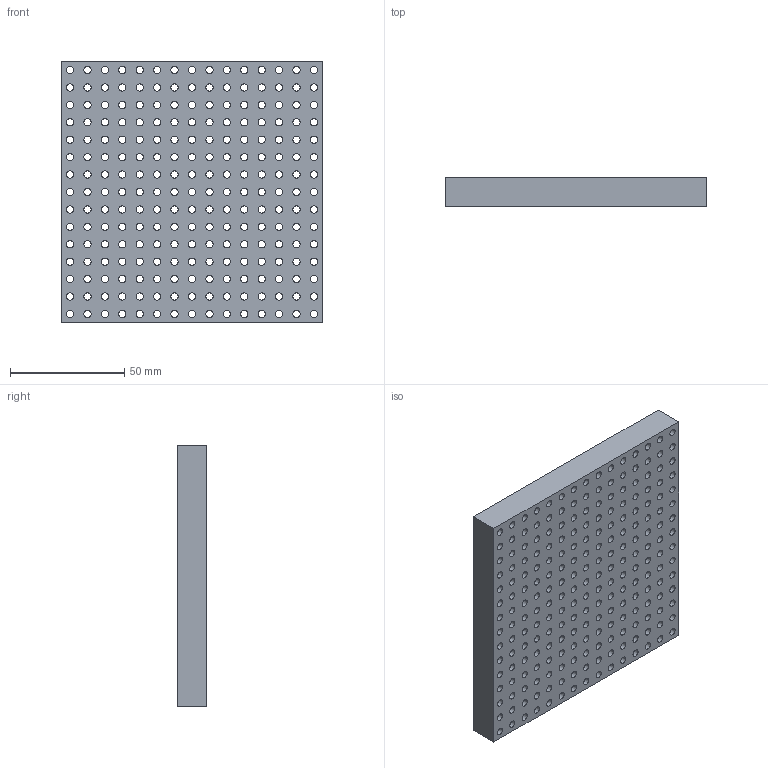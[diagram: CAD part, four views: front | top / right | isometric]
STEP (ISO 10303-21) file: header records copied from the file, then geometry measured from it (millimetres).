
FILE_DESCRIPTION(/* description */ (''),/* implementation_level */ '2;1');
FILE_NAME(/* name */ 'MEC Board.step',/* time_stamp */ '2016-11-18T19:11:11-05:00',/* author */ (''),/* organization */ (''),/* preprocessor_version */ 'ST-DEVELOPER v16.5',/* originating_system */ 'Autodesk Translation Framework v5.1.0.2740',/* authorisation */ '');
FILE_SCHEMA (('AUTOMOTIVE_DESIGN { 1 0 10303 214 3 1 1 }'));
Length unit declared in the file: centimetre
Products named in the file (1): MEC Board v10
Bounding box: 114.3 x 12.7 x 114.3 mm (x, y, z)
Volume: 143295.3 mm3; surface area: 56874.9 mm2
Topology: 1 solids, 1 shells, 231 faces, 912 edges, 683 vertices
Faces by surface type: cylinder 225, plane 6
Full cylindrical faces by diameter (mm): 3.175 x225
Entity records: 7830 total; most frequent: DIRECTION 1376, CARTESIAN_POINT 1152, ORIENTED_EDGE 924, EDGE_LOOP 906, AXIS2_PLACEMENT_3D 682, FACE_BOUND 675, EDGE_CURVE 462, VERTEX_POINT 458
